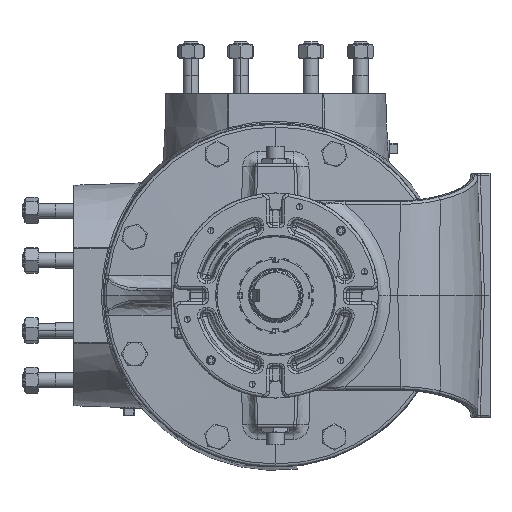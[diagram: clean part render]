
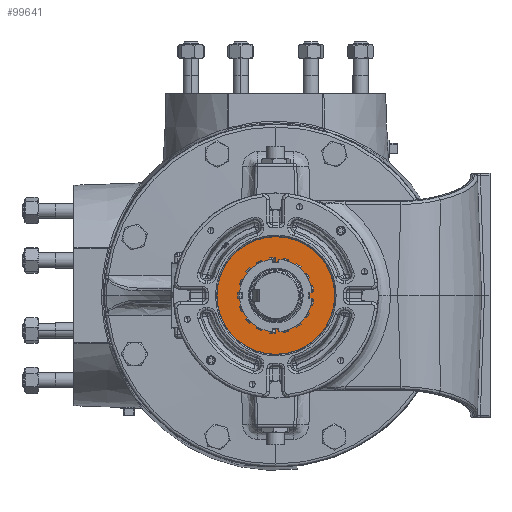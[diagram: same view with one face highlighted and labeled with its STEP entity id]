
A CAD part, left-side view. The second image highlights one B-rep face of the part: STEP entity #99641.
In plain terms, the highlighted planar face has unit normal (-1, 0, 0).
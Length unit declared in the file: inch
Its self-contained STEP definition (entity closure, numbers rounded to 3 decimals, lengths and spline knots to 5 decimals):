
#7079 = FACE_BOUND ( 'NONE', #77287, .T. ) ;
#17102 = DIRECTION ( 'NONE',  ( 0., 0., -1. ) ) ;
#21145 = AXIS2_PLACEMENT_3D ( 'NONE', #206750, #131582, #17102 ) ;
#35857 = DIRECTION ( 'NONE',  ( 1., 0., 0. ) ) ;
#42956 = AXIS2_PLACEMENT_3D ( 'NONE', #150338, #35857, #169519 ) ;
#45060 = CIRCLE ( 'NONE', #42956, 2.40375 ) ;
#61116 = DIRECTION ( 'NONE',  ( -1., 0., 0. ) ) ;
#63503 = DIRECTION ( 'NONE',  ( 1., 0., 0. ) ) ;
#77287 = EDGE_LOOP ( 'NONE', ( #224941, #173066 ) ) ;
#85485 = VERTEX_POINT ( 'NONE', #134189 ) ;
#93277 = PLANE ( 'NONE',  #21145 ) ;
#98965 = EDGE_LOOP ( 'NONE', ( #185543, #206313 ) ) ;
#99641 = ADVANCED_FACE ( 'NONE', ( #204335, #7079 ), #93277, .F. ) ;
#100449 = DIRECTION ( 'NONE',  ( -1., 0., 0. ) ) ;
#106099 = AXIS2_PLACEMENT_3D ( 'NONE', #214743, #100449, #233924 ) ;
#107006 = CIRCLE ( 'NONE', #106099, 1.39 ) ;
#129860 = CIRCLE ( 'NONE', #207728, 1.39 ) ;
#131582 = DIRECTION ( 'NONE',  ( 1., 0., 0. ) ) ;
#134189 = CARTESIAN_POINT ( 'NONE',  ( -14.4248, 0., 1.39 ) ) ;
#136103 = CARTESIAN_POINT ( 'NONE',  ( -14.4248, 0., -1.39 ) ) ;
#137508 = AXIS2_PLACEMENT_3D ( 'NONE', #177827, #63503, #197092 ) ;
#150338 = CARTESIAN_POINT ( 'NONE',  ( -14.4248, 0., 0. ) ) ;
#169519 = DIRECTION ( 'NONE',  ( 0., 0., -1. ) ) ;
#173066 = ORIENTED_EDGE ( 'NONE', *, *, #177661, .F. ) ;
#175410 = CARTESIAN_POINT ( 'NONE',  ( -14.4248, 0., 0. ) ) ;
#177661 = EDGE_CURVE ( 'NONE', #192136, #85485, #107006, .T. ) ;
#177827 = CARTESIAN_POINT ( 'NONE',  ( -14.4248, 0., 0. ) ) ;
#183220 = EDGE_CURVE ( 'NONE', #189686, #199484, #199168, .T. ) ;
#185543 = ORIENTED_EDGE ( 'NONE', *, *, #232154, .F. ) ;
#189686 = VERTEX_POINT ( 'NONE', #196212 ) ;
#191546 = CARTESIAN_POINT ( 'NONE',  ( -14.4248, 0., -2.40375 ) ) ;
#192136 = VERTEX_POINT ( 'NONE', #136103 ) ;
#194686 = DIRECTION ( 'NONE',  ( 0., 0., 1. ) ) ;
#196212 = CARTESIAN_POINT ( 'NONE',  ( -14.4248, 0., 2.40375 ) ) ;
#197092 = DIRECTION ( 'NONE',  ( 0., 0., -1. ) ) ;
#199168 = CIRCLE ( 'NONE', #137508, 2.40375 ) ;
#199484 = VERTEX_POINT ( 'NONE', #191546 ) ;
#204335 = FACE_OUTER_BOUND ( 'NONE', #98965, .T. ) ;
#206313 = ORIENTED_EDGE ( 'NONE', *, *, #183220, .F. ) ;
#206750 = CARTESIAN_POINT ( 'NONE',  ( -14.4248, 1.25662, 0. ) ) ;
#207728 = AXIS2_PLACEMENT_3D ( 'NONE', #175410, #61116, #194686 ) ;
#212594 = EDGE_CURVE ( 'NONE', #85485, #192136, #129860, .T. ) ;
#214743 = CARTESIAN_POINT ( 'NONE',  ( -14.4248, 0., 0. ) ) ;
#224941 = ORIENTED_EDGE ( 'NONE', *, *, #212594, .F. ) ;
#232154 = EDGE_CURVE ( 'NONE', #199484, #189686, #45060, .T. ) ;
#233924 = DIRECTION ( 'NONE',  ( 0., 0., 1. ) ) ;
